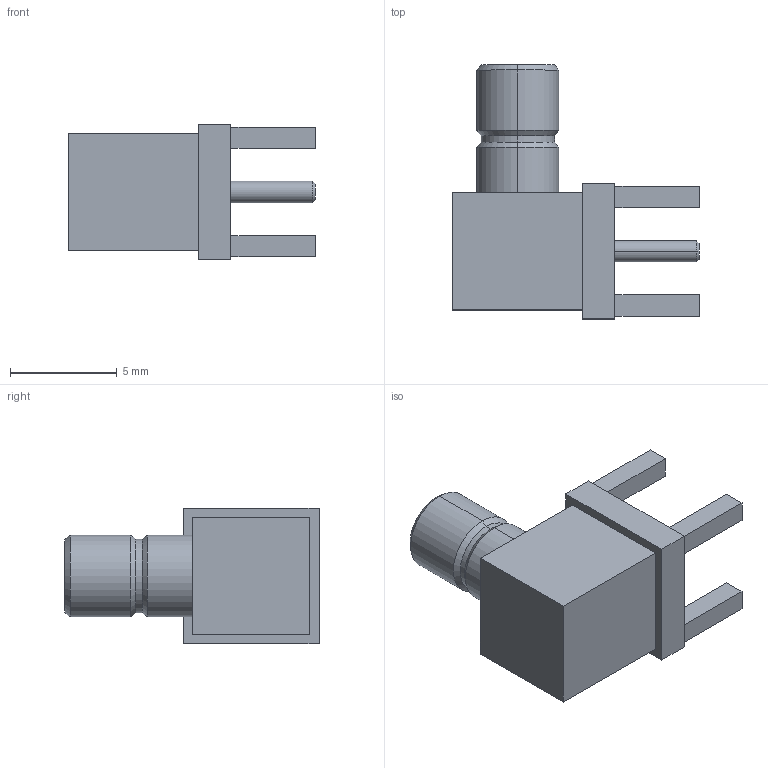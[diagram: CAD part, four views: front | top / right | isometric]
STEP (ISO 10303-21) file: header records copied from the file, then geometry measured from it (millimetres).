
FILE_DESCRIPTION (( 'STEP AP203' ), '1' );
FILE_NAME ('PE4177.step', '2018-06-06T20:34:20', ( '' ), ( '' ), 'SwSTEP 2.0', 'SolidWorks 2017', '' );
FILE_SCHEMA (( 'CONFIG_CONTROL_DESIGN' ));
Length unit declared in the file: inch
Products named in the file (1): PE4177
Bounding box: 11.55 x 11.9 x 6.35 mm (x, y, z)
Volume: 320.4 mm3; surface area: 427.2 mm2
Topology: 1 solids, 1 shells, 66 faces, 142 edges, 90 vertices
Faces by surface type: plane 38, cylinder 18, cone 10
Entity records: 1855 total; most frequent: DIRECTION 318, CARTESIAN_POINT 299, ORIENTED_EDGE 284, EDGE_CURVE 142, AXIS2_PLACEMENT_3D 109, VECTOR 100, LINE 100, VERTEX_POINT 90
